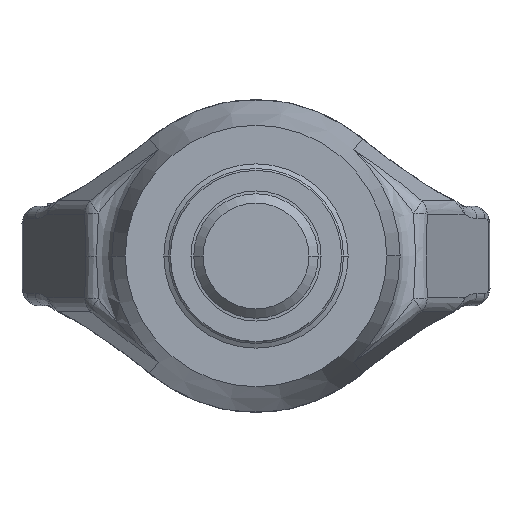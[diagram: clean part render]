
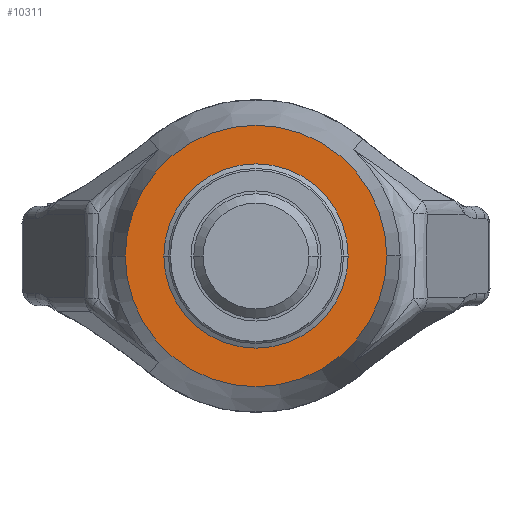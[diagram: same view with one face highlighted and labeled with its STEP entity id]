
A CAD part, front view. The second image highlights one B-rep face of the part: STEP entity #10311.
In plain terms, the highlighted planar face has unit normal (0, -1, 0).
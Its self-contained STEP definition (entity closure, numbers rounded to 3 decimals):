
#2=CARTESIAN_POINT('',(0.,-37.5,0.));
#3=DIRECTION('',(0.,-1.,0.));
#4=DIRECTION('',(-1.,0.,0.));
#5=AXIS2_PLACEMENT_3D('',#2,#3,#4);
#7=CARTESIAN_POINT('',(0.,-37.5,0.));
#8=DIRECTION('',(0.,-1.,0.));
#9=DIRECTION('',(1.,0.,0.));
#10=AXIS2_PLACEMENT_3D('',#7,#8,#9);
#28=CARTESIAN_POINT('',(0.,-37.5,0.));
#29=DIRECTION('',(0.,-1.,0.));
#30=DIRECTION('',(1.,0.,0.));
#31=AXIS2_PLACEMENT_3D('',#28,#29,#30);
#6530=CARTESIAN_POINT('',(0.,-37.5,0.));
#6531=DIRECTION('',(0.,1.,0.));
#6532=DIRECTION('',(1.,0.,0.));
#6533=AXIS2_PLACEMENT_3D('',#6530,#6531,#6532);
#8054=CARTESIAN_POINT('',(21.,-37.5,0.));
#8055=CARTESIAN_POINT('',(-21.,-37.5,0.));
#8056=VERTEX_POINT('',#8054);
#8057=VERTEX_POINT('',#8055);
#8086=CARTESIAN_POINT('',(-14.8,-37.5,0.));
#8087=CARTESIAN_POINT('',(14.8,-37.5,0.));
#8088=VERTEX_POINT('',#8086);
#8089=VERTEX_POINT('',#8087);
#10294=CARTESIAN_POINT('',(0.,-37.5,0.));
#10295=DIRECTION('',(0.,-1.,0.));
#10296=DIRECTION('',(-1.,0.,0.));
#10297=AXIS2_PLACEMENT_3D('',#10294,#10295,#10296);
#10298=PLANE('',#10297);
#10300=ORIENTED_EDGE('',*,*,#10299,.F.);
#10302=ORIENTED_EDGE('',*,*,#10301,.T.);
#10303=EDGE_LOOP('',(#10300,#10302));
#10304=FACE_OUTER_BOUND('',#10303,.F.);
#10306=ORIENTED_EDGE('',*,*,#10305,.T.);
#10308=ORIENTED_EDGE('',*,*,#10307,.T.);
#10309=EDGE_LOOP('',(#10306,#10308));
#10310=FACE_BOUND('',#10309,.F.);
#10311=ADVANCED_FACE('',(#10304,#10310),#10298,.T.);
#6=CIRCLE('',#5,14.8);
#11=CIRCLE('',#10,14.8);
#32=CIRCLE('',#31,21.);
#6534=CIRCLE('',#6533,21.);
#10299=EDGE_CURVE('',#8056,#8057,#32,.T.);
#10301=EDGE_CURVE('',#8056,#8057,#6534,.T.);
#10305=EDGE_CURVE('',#8088,#8089,#6,.T.);
#10307=EDGE_CURVE('',#8089,#8088,#11,.T.);
